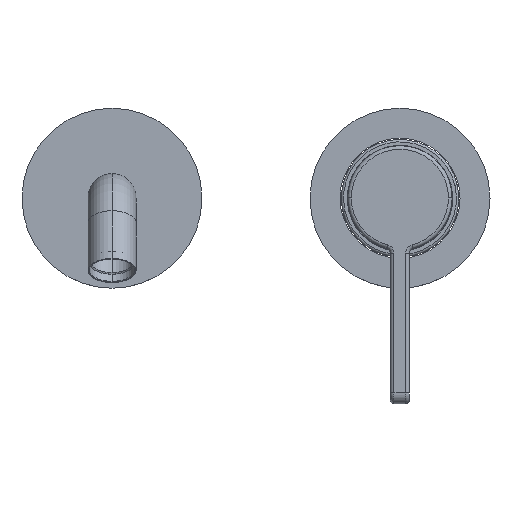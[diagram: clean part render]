
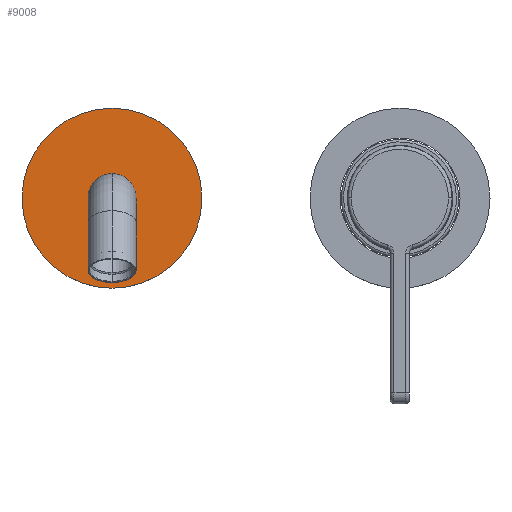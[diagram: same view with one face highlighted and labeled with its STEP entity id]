
A CAD part, top view. The second image highlights one B-rep face of the part: STEP entity #9008.
In plain terms, the highlighted planar face has unit normal (0, 0, 1).
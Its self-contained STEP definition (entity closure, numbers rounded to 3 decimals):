
#844 = VERTEX_POINT ( 'NONE', #4389 ) ;
#1615 = DIRECTION ( 'NONE',  ( 1., 0., 0. ) ) ;
#2038 = VERTEX_POINT ( 'NONE', #3296 ) ;
#2520 = CIRCLE ( 'NONE', #9025, 8.75 ) ;
#2810 = CARTESIAN_POINT ( 'NONE',  ( 0., 0., 2. ) ) ;
#2863 = FACE_OUTER_BOUND ( 'NONE', #9412, .T. ) ;
#3296 = CARTESIAN_POINT ( 'NONE',  ( -37.5, 0., 2. ) ) ;
#3337 = AXIS2_PLACEMENT_3D ( 'NONE', #5442, #4343, #3688 ) ;
#3423 = CIRCLE ( 'NONE', #12374, 8.75 ) ;
#3491 = EDGE_CURVE ( 'NONE', #7893, #2038, #14813, .T. ) ;
#3688 = DIRECTION ( 'NONE',  ( 1., 0., 0. ) ) ;
#4343 = DIRECTION ( 'NONE',  ( 0., 0., 1. ) ) ;
#4389 = CARTESIAN_POINT ( 'NONE',  ( 8.75, 0., 2. ) ) ;
#4997 = VERTEX_POINT ( 'NONE', #12000 ) ;
#5134 = ORIENTED_EDGE ( 'NONE', *, *, #14091, .T. ) ;
#5213 = CARTESIAN_POINT ( 'NONE',  ( 0., 0., 2. ) ) ;
#5442 = CARTESIAN_POINT ( 'NONE',  ( 0., 0., 2. ) ) ;
#5600 = PLANE ( 'NONE',  #3337 ) ;
#5721 = ORIENTED_EDGE ( 'NONE', *, *, #3491, .T. ) ;
#6320 = ORIENTED_EDGE ( 'NONE', *, *, #7925, .F. ) ;
#6942 = EDGE_LOOP ( 'NONE', ( #6320, #11247 ) ) ;
#7634 = CARTESIAN_POINT ( 'NONE',  ( 0., 0., 2. ) ) ;
#7893 = VERTEX_POINT ( 'NONE', #12393 ) ;
#7925 = EDGE_CURVE ( 'NONE', #4997, #844, #2520, .T. ) ;
#8493 = AXIS2_PLACEMENT_3D ( 'NONE', #5213, #10109, #12586 ) ;
#8841 = DIRECTION ( 'NONE',  ( 1., 0., 0. ) ) ;
#9008 = ADVANCED_FACE ( 'NONE', ( #2863, #12352 ), #5600, .T. ) ;
#9025 = AXIS2_PLACEMENT_3D ( 'NONE', #7634, #15022, #11958 ) ;
#9412 = EDGE_LOOP ( 'NONE', ( #5134, #5721 ) ) ;
#9850 = EDGE_CURVE ( 'NONE', #844, #4997, #3423, .T. ) ;
#10019 = DIRECTION ( 'NONE',  ( 0., 0., 1. ) ) ;
#10109 = DIRECTION ( 'NONE',  ( 0., 0., 1. ) ) ;
#11247 = ORIENTED_EDGE ( 'NONE', *, *, #9850, .F. ) ;
#11410 = DIRECTION ( 'NONE',  ( 0., 0., 1. ) ) ;
#11958 = DIRECTION ( 'NONE',  ( 1., 0., 0. ) ) ;
#12000 = CARTESIAN_POINT ( 'NONE',  ( -8.75, 0., 2. ) ) ;
#12352 = FACE_BOUND ( 'NONE', #6942, .T. ) ;
#12374 = AXIS2_PLACEMENT_3D ( 'NONE', #2810, #11410, #1615 ) ;
#12393 = CARTESIAN_POINT ( 'NONE',  ( 37.5, 0., 2. ) ) ;
#12586 = DIRECTION ( 'NONE',  ( 1., 0., 0. ) ) ;
#13480 = AXIS2_PLACEMENT_3D ( 'NONE', #13701, #10019, #8841 ) ;
#13701 = CARTESIAN_POINT ( 'NONE',  ( 0., 0., 2. ) ) ;
#14091 = EDGE_CURVE ( 'NONE', #2038, #7893, #15088, .T. ) ;
#14813 = CIRCLE ( 'NONE', #13480, 37.5 ) ;
#15022 = DIRECTION ( 'NONE',  ( 0., 0., 1. ) ) ;
#15088 = CIRCLE ( 'NONE', #8493, 37.5 ) ;
